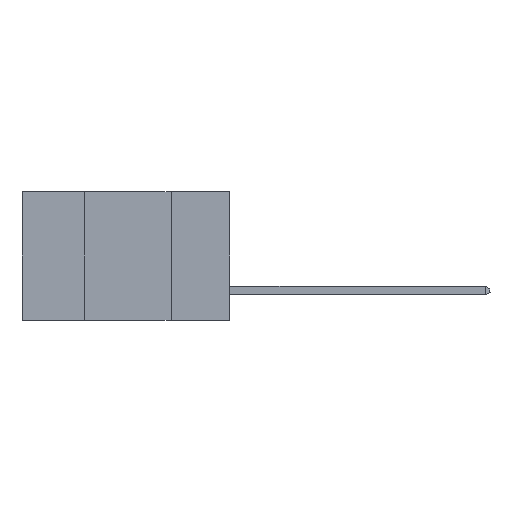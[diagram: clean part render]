
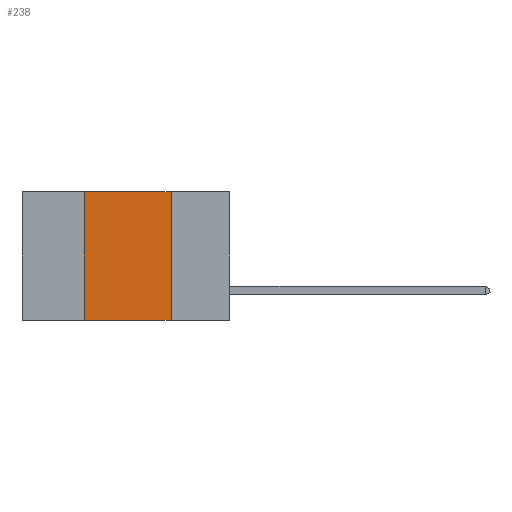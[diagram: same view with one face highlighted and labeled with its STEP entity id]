
A CAD part, left-side view. The second image highlights one B-rep face of the part: STEP entity #238.
In plain terms, the highlighted planar face has unit normal (-1, 0, 0).
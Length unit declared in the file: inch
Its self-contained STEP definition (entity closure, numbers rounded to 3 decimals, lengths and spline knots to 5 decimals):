
#109 = EDGE_LOOP ( 'NONE', ( #2437, #3481, #4902, #2710 ) ) ;
#238 = ADVANCED_FACE ( 'NONE', ( #6773 ), #5650, .F. ) ;
#768 = CARTESIAN_POINT ( 'NONE',  ( 0., 0.17, -0.37 ) ) ;
#792 = DIRECTION ( 'NONE',  ( 0., -1., 0. ) ) ;
#864 = CARTESIAN_POINT ( 'NONE',  ( 0., 0.17, 0. ) ) ;
#918 = VERTEX_POINT ( 'NONE', #768 ) ;
#1395 = VERTEX_POINT ( 'NONE', #864 ) ;
#1422 = LINE ( 'NONE', #2216, #5099 ) ;
#2151 = EDGE_CURVE ( 'NONE', #8795, #6677, #8515, .T. ) ;
#2174 = DIRECTION ( 'NONE',  ( 0., 0., -1. ) ) ;
#2216 = CARTESIAN_POINT ( 'NONE',  ( 0., 0.17, 0. ) ) ;
#2277 = CARTESIAN_POINT ( 'NONE',  ( 0., 0.6, 0. ) ) ;
#2437 = ORIENTED_EDGE ( 'NONE', *, *, #2679, .F. ) ;
#2504 = CARTESIAN_POINT ( 'NONE',  ( 0., 0.42, -0.37 ) ) ;
#2679 = EDGE_CURVE ( 'NONE', #1395, #918, #1422, .T. ) ;
#2710 = ORIENTED_EDGE ( 'NONE', *, *, #7956, .T. ) ;
#3084 = DIRECTION ( 'NONE',  ( 0., -1., 0. ) ) ;
#3130 = CARTESIAN_POINT ( 'NONE',  ( 0., 0.42, 0. ) ) ;
#3332 = DIRECTION ( 'NONE',  ( 0., 0., 1. ) ) ;
#3481 = ORIENTED_EDGE ( 'NONE', *, *, #7316, .F. ) ;
#3707 = LINE ( 'NONE', #5942, #8815 ) ;
#4481 = LINE ( 'NONE', #2277, #7858 ) ;
#4870 = CARTESIAN_POINT ( 'NONE',  ( 0., 0.6, 0. ) ) ;
#4902 = ORIENTED_EDGE ( 'NONE', *, *, #2151, .F. ) ;
#5099 = VECTOR ( 'NONE', #2174, 39.37008 ) ;
#5650 = PLANE ( 'NONE',  #8395 ) ;
#5707 = DIRECTION ( 'NONE',  ( 1., 0., 0. ) ) ;
#5715 = DIRECTION ( 'NONE',  ( 0., 0., -1. ) ) ;
#5942 = CARTESIAN_POINT ( 'NONE',  ( 0., 0.6, -0.37 ) ) ;
#6635 = VECTOR ( 'NONE', #3332, 39.37008 ) ;
#6677 = VERTEX_POINT ( 'NONE', #9085 ) ;
#6773 = FACE_OUTER_BOUND ( 'NONE', #109, .T. ) ;
#7316 = EDGE_CURVE ( 'NONE', #6677, #1395, #4481, .T. ) ;
#7858 = VECTOR ( 'NONE', #792, 39.37008 ) ;
#7956 = EDGE_CURVE ( 'NONE', #8795, #918, #3707, .T. ) ;
#8395 = AXIS2_PLACEMENT_3D ( 'NONE', #4870, #5707, #5715 ) ;
#8515 = LINE ( 'NONE', #3130, #6635 ) ;
#8795 = VERTEX_POINT ( 'NONE', #2504 ) ;
#8815 = VECTOR ( 'NONE', #3084, 39.37008 ) ;
#9085 = CARTESIAN_POINT ( 'NONE',  ( 0., 0.42, 0. ) ) ;
